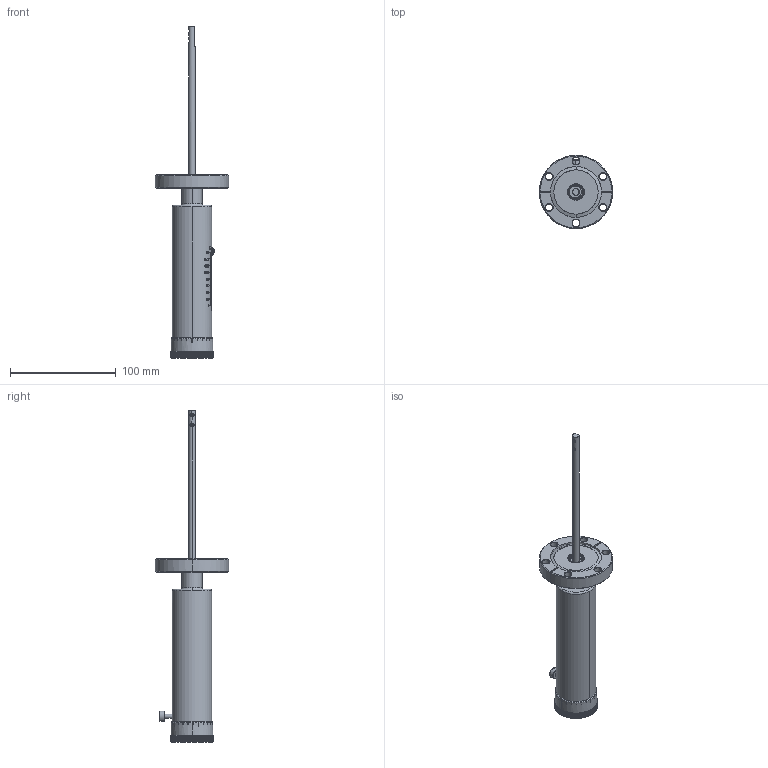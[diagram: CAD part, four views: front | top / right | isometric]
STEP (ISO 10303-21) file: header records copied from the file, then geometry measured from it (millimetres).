
FILE_DESCRIPTION (( 'STEP AP214' ), '1' );
FILE_NAME ('102230_Hosi-Edit.STEP', '2017-06-06T09:04:01', ( '' ), ( '' ), 'SwSTEP 2.0', 'SolidWorks 2017', '' );
FILE_SCHEMA (( 'AUTOMOTIVE_DESIGN' ));
Length unit declared in the file: millimetre
Products named in the file (1): 102230_Hosi-Edit
Bounding box: 69.34 x 69.34 x 314.38 mm (x, y, z)
Volume: 213022.8 mm3; surface area: 38689.6 mm2
Topology: 1 solids, 1 shells, 2085 faces, 5928 edges, 3937 vertices
Faces by surface type: plane 1249, bspline 513, cylinder 273, cone 48, torus 2
Entity records: 76280 total; most frequent: CARTESIAN_POINT 26054, ORIENTED_EDGE 11856, DIRECTION 8289, EDGE_CURVE 5928, VERTEX_POINT 3937, LINE 3221, VECTOR 3221, AXIS2_PLACEMENT_3D 2534
